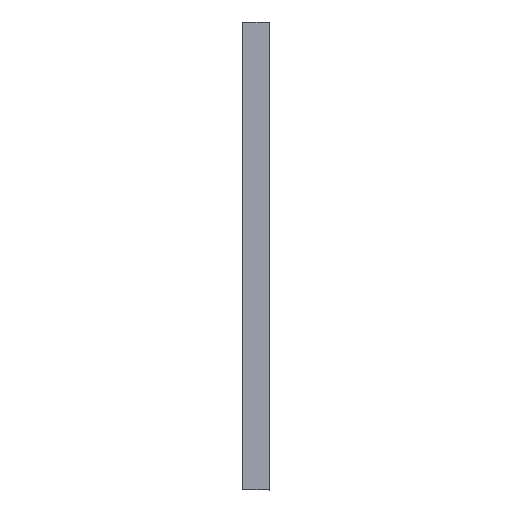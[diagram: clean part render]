
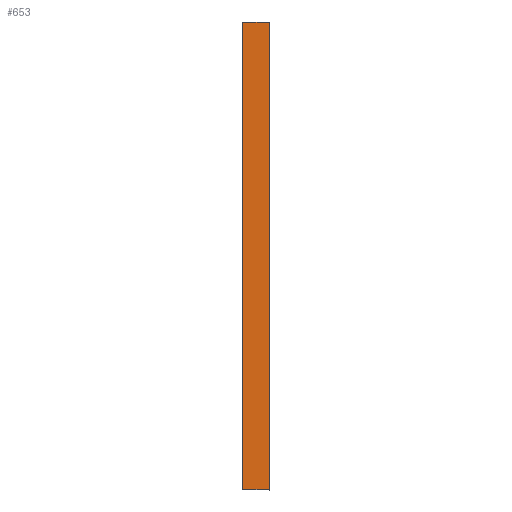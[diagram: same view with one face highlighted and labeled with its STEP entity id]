
A CAD part, top view. The second image highlights one B-rep face of the part: STEP entity #653.
In plain terms, the highlighted planar face has unit normal (0, 0, 1).
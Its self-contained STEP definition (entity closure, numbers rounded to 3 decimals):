
#63=PLANE('',#745);
#93=FACE_OUTER_BOUND('',#123,.T.);
#123=EDGE_LOOP('',(#533,#534,#535,#536));
#201=LINE('',#1093,#237);
#202=LINE('',#1095,#238);
#203=LINE('',#1097,#239);
#204=LINE('',#1098,#240);
#237=VECTOR('',#923,10.);
#238=VECTOR('',#924,10.);
#239=VECTOR('',#925,10.);
#240=VECTOR('',#926,10.);
#345=VERTEX_POINT('',#1091);
#346=VERTEX_POINT('',#1092);
#347=VERTEX_POINT('',#1094);
#348=VERTEX_POINT('',#1096);
#425=EDGE_CURVE('',#345,#346,#201,.T.);
#426=EDGE_CURVE('',#347,#345,#202,.T.);
#427=EDGE_CURVE('',#348,#347,#203,.T.);
#428=EDGE_CURVE('',#346,#348,#204,.T.);
#533=ORIENTED_EDGE('',*,*,#425,.F.);
#534=ORIENTED_EDGE('',*,*,#426,.F.);
#535=ORIENTED_EDGE('',*,*,#427,.F.);
#536=ORIENTED_EDGE('',*,*,#428,.F.);
#653=ADVANCED_FACE('',(#93),#63,.F.);
#745=AXIS2_PLACEMENT_3D('',#1090,#921,#922);
#921=DIRECTION('center_axis',(0.,0.,-1.));
#922=DIRECTION('ref_axis',(-1.,0.,0.));
#923=DIRECTION('',(-1.,0.,0.));
#924=DIRECTION('',(0.,-1.,0.));
#925=DIRECTION('',(1.,0.,0.));
#926=DIRECTION('',(0.,1.,0.));
#1090=CARTESIAN_POINT('Origin',(-67.605,72.314,79.314));
#1091=CARTESIAN_POINT('',(-63.405,-0.504,79.314));
#1092=CARTESIAN_POINT('',(-71.805,-0.504,79.314));
#1093=CARTESIAN_POINT('',(-65.505,-0.504,79.314));
#1094=CARTESIAN_POINT('',(-63.405,145.131,79.314));
#1095=CARTESIAN_POINT('',(-63.405,108.722,79.314));
#1096=CARTESIAN_POINT('',(-71.805,145.131,79.314));
#1097=CARTESIAN_POINT('',(-69.705,145.131,79.314));
#1098=CARTESIAN_POINT('',(-71.805,35.905,79.314));
